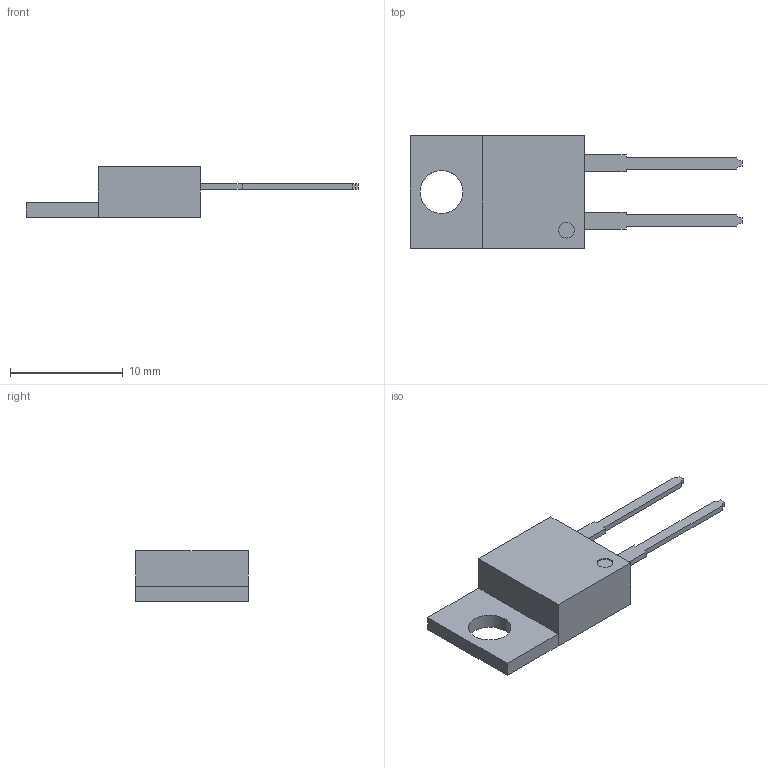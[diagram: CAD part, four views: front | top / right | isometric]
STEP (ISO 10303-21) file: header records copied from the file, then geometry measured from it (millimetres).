
FILE_DESCRIPTION (( 'STEP AP214' ), '1' );
FILE_NAME ('User Library-TO220-2_V-L.STEP', '2013-07-03T08:52:34', ( 'Windows User' ), ( '' ), 'SwSTEP 2.0', 'SolidWorks 2013', '' );
FILE_SCHEMA (( 'AUTOMOTIVE_DESIGN' ));
Length unit declared in the file: millimetre
Products named in the file (3): User Library-TO220-2_V-L_Fusion; User Library-TO220-2_V-L_TO220_3_V_L004; User Library-TO220-2_V-L
Assembly tree (2 placements, depth 2):
  User Library-TO220-2_V-L
    User Library-TO220-2_V-L_Fusion
    User Library-TO220-2_V-L_TO220_3_V_L004
Bounding box: 29.5 x 10 x 4.5 mm (x, y, z)
Volume: 493.6 mm3; surface area: 741.4 mm2
Topology: 4 solids, 4 shells, 53 faces, 132 edges, 88 vertices
Faces by surface type: plane 49, cylinder 4
Entity records: 2269 total; most frequent: CARTESIAN_POINT 278, ORIENTED_EDGE 264, DIRECTION 256, EDGE_CURVE 132, VECTOR 124, LINE 124, VERTEX_POINT 88, AXIS2_PLACEMENT_3D 66
